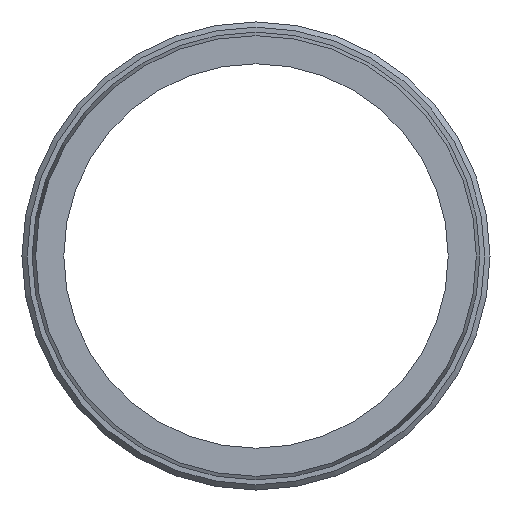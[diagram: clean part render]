
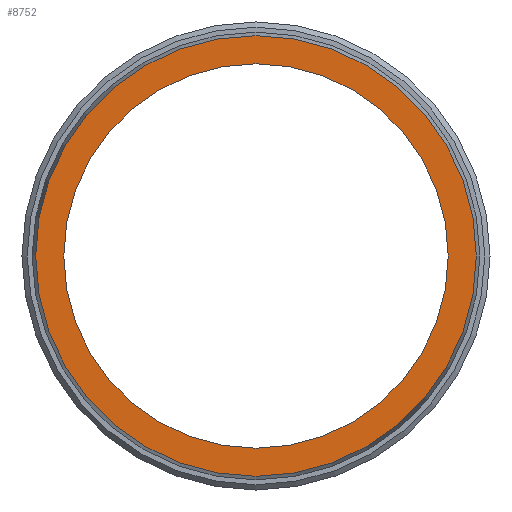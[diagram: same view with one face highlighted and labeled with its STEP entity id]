
A CAD part, front view. The second image highlights one B-rep face of the part: STEP entity #8752.
In plain terms, the highlighted planar face has unit normal (0, -1, 0).
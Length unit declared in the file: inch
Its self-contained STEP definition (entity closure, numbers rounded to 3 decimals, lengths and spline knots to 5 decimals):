
#153=CIRCLE('',#9236,1.095);
#154=CIRCLE('',#9237,1.095);
#155=CIRCLE('',#9239,1.25505);
#156=CIRCLE('',#9240,1.25505);
#203=FACE_BOUND('',#1471,.T.);
#969=FACE_OUTER_BOUND('',#1470,.T.);
#1470=EDGE_LOOP('',(#7931,#7932));
#1471=EDGE_LOOP('',(#7933,#7934));
#4178=VERTEX_POINT('',#15077);
#4179=VERTEX_POINT('',#15079);
#4180=VERTEX_POINT('',#15083);
#4181=VERTEX_POINT('',#15084);
#5430=EDGE_CURVE('',#4179,#4178,#153,.T.);
#5431=EDGE_CURVE('',#4178,#4179,#154,.T.);
#5432=EDGE_CURVE('',#4180,#4181,#155,.T.);
#5433=EDGE_CURVE('',#4181,#4180,#156,.T.);
#7931=ORIENTED_EDGE('',*,*,#5432,.F.);
#7932=ORIENTED_EDGE('',*,*,#5433,.F.);
#7933=ORIENTED_EDGE('',*,*,#5430,.T.);
#7934=ORIENTED_EDGE('',*,*,#5431,.T.);
#8261=PLANE('',#9238);
#8752=ADVANCED_FACE('',(#969,#203),#8261,.T.);
#9236=AXIS2_PLACEMENT_3D('',#15080,#11103,#11104);
#9237=AXIS2_PLACEMENT_3D('',#15081,#11105,#11106);
#9238=AXIS2_PLACEMENT_3D('',#15082,#11107,#11108);
#9239=AXIS2_PLACEMENT_3D('',#15085,#11109,#11110);
#9240=AXIS2_PLACEMENT_3D('',#15086,#11111,#11112);
#11103=DIRECTION('center_axis',(0.,1.,0.));
#11104=DIRECTION('ref_axis',(-1.,0.,0.));
#11105=DIRECTION('center_axis',(0.,1.,0.));
#11106=DIRECTION('ref_axis',(-1.,0.,0.));
#11107=DIRECTION('center_axis',(0.,-1.,0.));
#11108=DIRECTION('ref_axis',(0.,0.,-1.));
#11109=DIRECTION('center_axis',(0.,1.,0.));
#11110=DIRECTION('ref_axis',(-1.,0.,0.));
#11111=DIRECTION('center_axis',(0.,1.,0.));
#11112=DIRECTION('ref_axis',(-1.,0.,0.));
#15077=CARTESIAN_POINT('',(1.095,-6.98,0.));
#15079=CARTESIAN_POINT('',(-1.095,-6.98,0.));
#15080=CARTESIAN_POINT('Origin',(0.,-6.98,0.));
#15081=CARTESIAN_POINT('Origin',(0.,-6.98,0.));
#15082=CARTESIAN_POINT('Origin',(-1.17503,-6.98,0.));
#15083=CARTESIAN_POINT('',(-1.25505,-6.98,0.));
#15084=CARTESIAN_POINT('',(1.25505,-6.98,0.));
#15085=CARTESIAN_POINT('Origin',(0.,-6.98,0.));
#15086=CARTESIAN_POINT('Origin',(0.,-6.98,0.));
